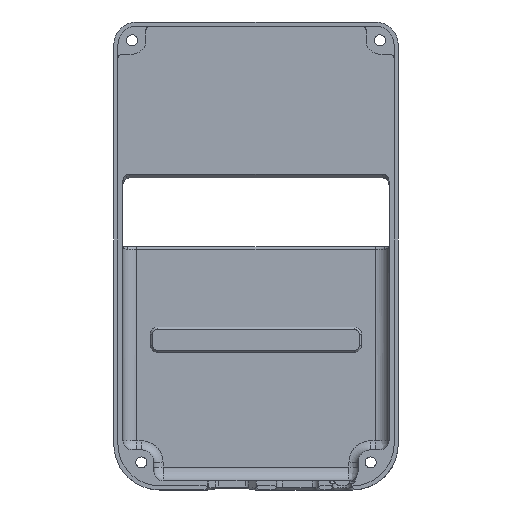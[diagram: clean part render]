
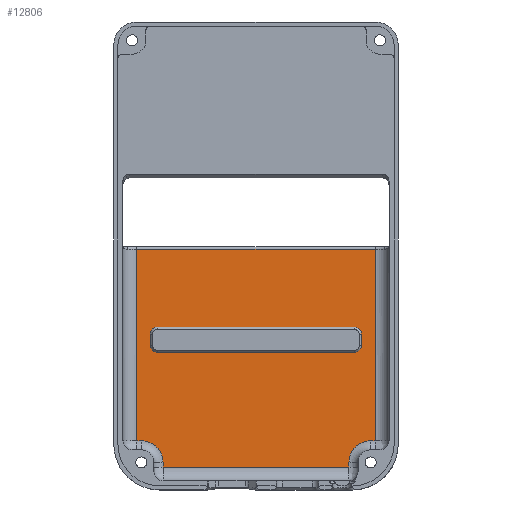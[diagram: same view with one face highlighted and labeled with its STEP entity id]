
A CAD part, top view. The second image highlights one B-rep face of the part: STEP entity #12806.
In plain terms, the highlighted planar face has unit normal (0, 0, 1).
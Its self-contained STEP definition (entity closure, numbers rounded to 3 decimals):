
#150=FACE_BOUND('',#2516,.T.);
#773=CIRCLE('',#13924,1.5);
#774=CIRCLE('',#13927,1.5);
#775=CIRCLE('',#13931,1.5);
#776=CIRCLE('',#13934,1.5);
#867=CIRCLE('',#14075,4.75);
#868=CIRCLE('',#14076,4.75);
#1725=FACE_OUTER_BOUND('',#2515,.T.);
#2515=EDGE_LOOP('',(#11045,#11046,#11047,#11048,#11049,#11050,#11051,#11052,
#11053,#11054));
#2516=EDGE_LOOP('',(#11055,#11056,#11057,#11058,#11059,#11060,#11061,#11062));
#3602=LINE('',#20922,#4805);
#3605=LINE('',#20930,#4808);
#3608=LINE('',#20940,#4811);
#3610=LINE('',#20945,#4813);
#3681=LINE('',#21557,#4884);
#3683=LINE('',#21578,#4886);
#3684=LINE('',#21612,#4887);
#3694=LINE('',#21682,#4897);
#3695=LINE('',#21684,#4898);
#3696=LINE('',#21686,#4899);
#3697=LINE('',#21689,#4900);
#3698=LINE('',#21691,#4901);
#4805=VECTOR('',#17156,10.);
#4808=VECTOR('',#17165,10.);
#4811=VECTOR('',#17176,10.);
#4813=VECTOR('',#17184,10.);
#4884=VECTOR('',#17467,10.);
#4886=VECTOR('',#17477,10.);
#4887=VECTOR('',#17494,10.);
#4897=VECTOR('',#17546,10.);
#4898=VECTOR('',#17547,10.);
#4899=VECTOR('',#17548,10.);
#4900=VECTOR('',#17551,10.);
#4901=VECTOR('',#17552,10.);
#5889=VERTEX_POINT('',#20914);
#5890=VERTEX_POINT('',#20916);
#5891=VERTEX_POINT('',#20920);
#5892=VERTEX_POINT('',#20924);
#5893=VERTEX_POINT('',#20928);
#5894=VERTEX_POINT('',#20933);
#5895=VERTEX_POINT('',#20935);
#5896=VERTEX_POINT('',#20939);
#6026=VERTEX_POINT('',#21553);
#6028=VERTEX_POINT('',#21556);
#6031=VERTEX_POINT('',#21568);
#6033=VERTEX_POINT('',#21576);
#6046=VERTEX_POINT('',#21680);
#6047=VERTEX_POINT('',#21681);
#6048=VERTEX_POINT('',#21683);
#6049=VERTEX_POINT('',#21685);
#6050=VERTEX_POINT('',#21687);
#6051=VERTEX_POINT('',#21690);
#7547=EDGE_CURVE('',#5889,#5890,#773,.F.);
#7550=EDGE_CURVE('',#5889,#5891,#3602,.T.);
#7552=EDGE_CURVE('',#5892,#5891,#774,.F.);
#7554=EDGE_CURVE('',#5892,#5893,#3605,.T.);
#7556=EDGE_CURVE('',#5894,#5895,#775,.F.);
#7558=EDGE_CURVE('',#5896,#5895,#3608,.T.);
#7560=EDGE_CURVE('',#5896,#5893,#776,.F.);
#7561=EDGE_CURVE('',#5894,#5890,#3610,.T.);
#7729=EDGE_CURVE('',#6026,#6028,#3681,.T.);
#7736=EDGE_CURVE('',#6033,#6031,#3683,.T.);
#7742=EDGE_CURVE('',#6028,#6033,#3684,.T.);
#7763=EDGE_CURVE('',#6046,#6047,#3694,.T.);
#7764=EDGE_CURVE('',#6048,#6046,#3695,.T.);
#7765=EDGE_CURVE('',#6049,#6048,#3696,.T.);
#7766=EDGE_CURVE('',#6050,#6049,#867,.T.);
#7767=EDGE_CURVE('',#6031,#6050,#3697,.T.);
#7768=EDGE_CURVE('',#6051,#6026,#3698,.T.);
#7769=EDGE_CURVE('',#6047,#6051,#868,.T.);
#11045=ORIENTED_EDGE('',*,*,#7763,.F.);
#11046=ORIENTED_EDGE('',*,*,#7764,.F.);
#11047=ORIENTED_EDGE('',*,*,#7765,.F.);
#11048=ORIENTED_EDGE('',*,*,#7766,.F.);
#11049=ORIENTED_EDGE('',*,*,#7767,.F.);
#11050=ORIENTED_EDGE('',*,*,#7736,.F.);
#11051=ORIENTED_EDGE('',*,*,#7742,.F.);
#11052=ORIENTED_EDGE('',*,*,#7729,.F.);
#11053=ORIENTED_EDGE('',*,*,#7768,.F.);
#11054=ORIENTED_EDGE('',*,*,#7769,.F.);
#11055=ORIENTED_EDGE('',*,*,#7558,.T.);
#11056=ORIENTED_EDGE('',*,*,#7556,.F.);
#11057=ORIENTED_EDGE('',*,*,#7561,.T.);
#11058=ORIENTED_EDGE('',*,*,#7547,.F.);
#11059=ORIENTED_EDGE('',*,*,#7550,.T.);
#11060=ORIENTED_EDGE('',*,*,#7552,.F.);
#11061=ORIENTED_EDGE('',*,*,#7554,.T.);
#11062=ORIENTED_EDGE('',*,*,#7560,.F.);
#12138=PLANE('',#14074);
#12806=ADVANCED_FACE('',(#1725,#150),#12138,.T.);
#13924=AXIS2_PLACEMENT_3D('',#20917,#17150,#17151);
#13927=AXIS2_PLACEMENT_3D('',#20926,#17160,#17161);
#13931=AXIS2_PLACEMENT_3D('',#20936,#17171,#17172);
#13934=AXIS2_PLACEMENT_3D('',#20943,#17180,#17181);
#14074=AXIS2_PLACEMENT_3D('',#21679,#17544,#17545);
#14075=AXIS2_PLACEMENT_3D('',#21688,#17549,#17550);
#14076=AXIS2_PLACEMENT_3D('',#21692,#17553,#17554);
#17150=DIRECTION('center_axis',(0.,0.,
-1.));
#17151=DIRECTION('ref_axis',(-0.707,-0.707,0.));
#17156=DIRECTION('',(0.,1.,0.));
#17160=DIRECTION('center_axis',(0.,0.,
-1.));
#17161=DIRECTION('ref_axis',(-0.707,0.707,0.));
#17165=DIRECTION('',(1.,0.,0.));
#17171=DIRECTION('center_axis',(0.,0.,
-1.));
#17172=DIRECTION('ref_axis',(0.707,-0.707,0.));
#17176=DIRECTION('',(0.,-1.,0.));
#17180=DIRECTION('center_axis',(0.,0.,
-1.));
#17181=DIRECTION('ref_axis',(0.707,0.707,0.));
#17184=DIRECTION('',(-1.,0.,0.));
#17467=DIRECTION('',(0.,1.,0.));
#17477=DIRECTION('',(0.,-1.,0.));
#17494=DIRECTION('',(1.,0.,0.));
#17544=DIRECTION('center_axis',(0.,0.,
1.));
#17545=DIRECTION('ref_axis',(1.,0.,0.));
#17546=DIRECTION('',(0.,1.,0.));
#17547=DIRECTION('',(-1.,0.,0.));
#17548=DIRECTION('',(0.,-1.,0.));
#17549=DIRECTION('center_axis',(0.,0.,
1.));
#17550=DIRECTION('ref_axis',(-0.707,0.707,0.));
#17551=DIRECTION('',(-1.,0.,0.));
#17552=DIRECTION('',(-1.,0.,0.));
#17553=DIRECTION('center_axis',(0.,0.,
1.));
#17554=DIRECTION('ref_axis',(0.707,0.707,0.));
#20914=CARTESIAN_POINT('',(-23.018,-20.499,-58.8));
#20916=CARTESIAN_POINT('',(-21.518,-21.999,-58.8));
#20917=CARTESIAN_POINT('Origin',(-21.518,-20.499,-58.8));
#20920=CARTESIAN_POINT('',(-23.018,-17.999,-58.8));
#20922=CARTESIAN_POINT('',(-23.018,-8.749,-58.8));
#20924=CARTESIAN_POINT('',(-21.518,-16.499,-58.8));
#20926=CARTESIAN_POINT('Origin',(-21.518,-17.999,-58.8));
#20928=CARTESIAN_POINT('',(21.482,-16.499,-58.8));
#20930=CARTESIAN_POINT('',(11.491,-16.499,-58.8));
#20933=CARTESIAN_POINT('',(21.482,-21.999,-58.8));
#20935=CARTESIAN_POINT('',(22.982,-20.499,-58.8));
#20936=CARTESIAN_POINT('Origin',(21.482,-20.499,-58.8));
#20939=CARTESIAN_POINT('',(22.982,-17.999,-58.8));
#20940=CARTESIAN_POINT('',(22.982,-11.499,-58.8));
#20943=CARTESIAN_POINT('Origin',(21.482,-17.999,-58.8));
#20945=CARTESIAN_POINT('',(-11.509,-21.999,-58.8));
#21553=CARTESIAN_POINT('',(-26.,-41.25,-58.8));
#21556=CARTESIAN_POINT('',(-26.,0.5,-58.8));
#21557=CARTESIAN_POINT('',(-26.,-21.5,-58.8));
#21568=CARTESIAN_POINT('',(26.,-41.25,-58.8));
#21576=CARTESIAN_POINT('',(26.,0.5,-58.8));
#21578=CARTESIAN_POINT('',(26.,22.,-58.8));
#21612=CARTESIAN_POINT('',(-15.5,0.5,-58.8));
#21679=CARTESIAN_POINT('Origin',(0.,-1.,
-58.8));
#21680=CARTESIAN_POINT('',(-20.25,-47.,-58.8));
#21681=CARTESIAN_POINT('',(-20.25,-46.,-58.8));
#21682=CARTESIAN_POINT('',(-20.25,-23.5,-58.8));
#21683=CARTESIAN_POINT('',(20.25,-47.,-58.8));
#21684=CARTESIAN_POINT('',(10.5,-47.,-58.8));
#21685=CARTESIAN_POINT('',(20.25,-46.,-58.8));
#21686=CARTESIAN_POINT('',(20.25,-25.451,-58.8));
#21687=CARTESIAN_POINT('',(25.,-41.25,-58.8));
#21688=CARTESIAN_POINT('Origin',(25.,-46.,-58.8));
#21689=CARTESIAN_POINT('',(12.5,-41.25,-58.8));
#21690=CARTESIAN_POINT('',(-25.,-41.25,-58.8));
#21691=CARTESIAN_POINT('',(12.5,-41.25,-58.8));
#21692=CARTESIAN_POINT('Origin',(-25.,-46.,-58.8));
